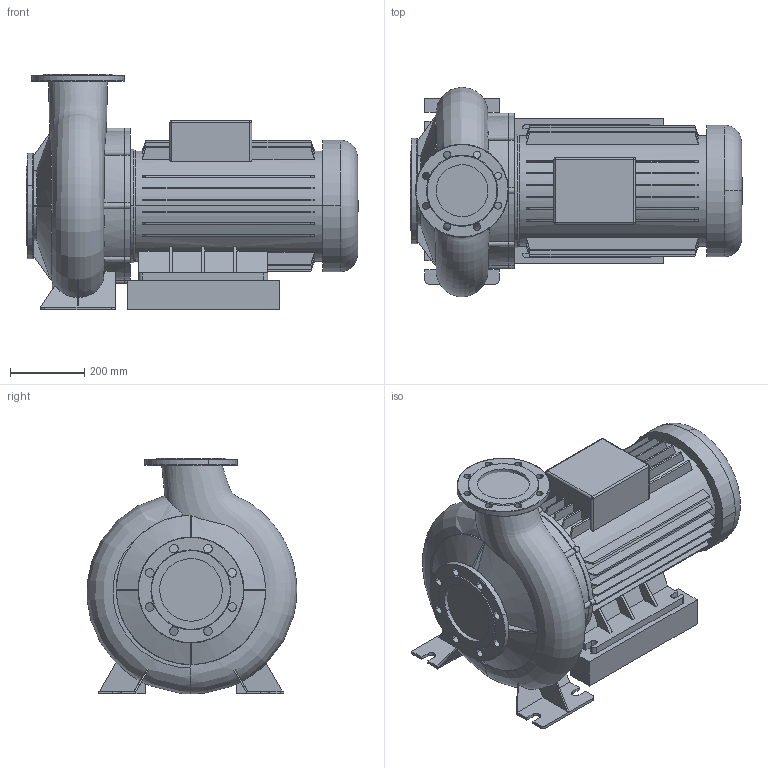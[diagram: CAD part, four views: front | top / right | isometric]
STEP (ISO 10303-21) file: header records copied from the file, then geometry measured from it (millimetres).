
FILE_DESCRIPTION((''),'2;1');
FILE_NAME('3d_BM125_315-30_4-2103486.stp','2011-01-26T14:43:49',(''),(''),'Mechanical Desktop 2008','Mechanical Desktop 2008',', , ');
FILE_SCHEMA(('CONFIG_CONTROL_DESIGN'));
Length unit declared in the file: millimetre
Products named in the file (1): Product
Bounding box: 893.5 x 564.09 x 635 mm (x, y, z)
Volume: 103219872.6 mm3; surface area: 3245456.5 mm2
Topology: 11 solids, 11 shells, 567 faces, 1504 edges, 972 vertices
Faces by surface type: plane 226, bspline 210, cylinder 81, cone 44, sphere 4, torus 2
Entity records: 28030 total; most frequent: CARTESIAN_POINT 14729, ORIENTED_EDGE 2998, DIRECTION 2422, EDGE_CURVE 1499, VERTEX_POINT 971, VECTOR 830, LINE 830, AXIS2_PLACEMENT_3D 796
